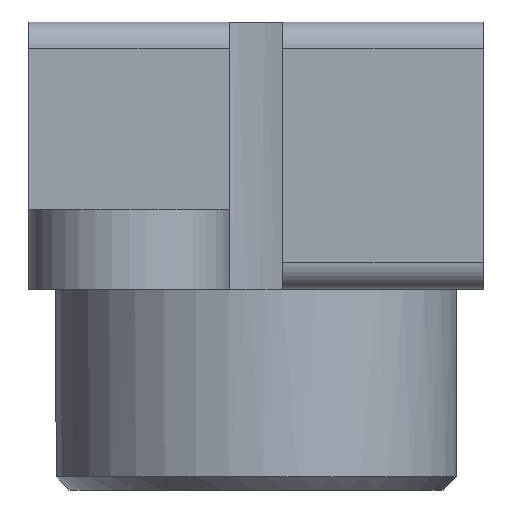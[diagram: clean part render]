
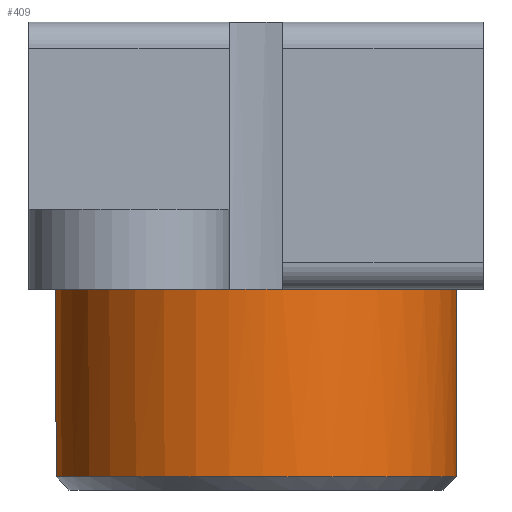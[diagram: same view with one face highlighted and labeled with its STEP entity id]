
A CAD part, front view. The second image highlights one B-rep face of the part: STEP entity #409.
In plain terms, the highlighted cylindrical face has radius 30 mm (diameter 60 mm), a full revolution.
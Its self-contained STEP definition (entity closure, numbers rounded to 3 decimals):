
#83=CYLINDRICAL_SURFACE('',#438,30.);
#95=FACE_BOUND('',#136,.T.);
#117=FACE_OUTER_BOUND('',#135,.T.);
#135=EDGE_LOOP('',(#292,#293));
#136=EDGE_LOOP('',(#294));
#173=CIRCLE('',#437,30.);
#174=CIRCLE('',#439,30.);
#175=CIRCLE('',#440,30.);
#198=VERTEX_POINT('',#617);
#199=VERTEX_POINT('',#620);
#200=VERTEX_POINT('',#621);
#237=EDGE_CURVE('',#198,#198,#173,.T.);
#238=EDGE_CURVE('',#199,#200,#174,.T.);
#239=EDGE_CURVE('',#199,#200,#175,.T.);
#292=ORIENTED_EDGE('',*,*,#238,.F.);
#293=ORIENTED_EDGE('',*,*,#239,.T.);
#294=ORIENTED_EDGE('',*,*,#237,.F.);
#409=ADVANCED_FACE('',(#117,#95),#83,.T.);
#437=AXIS2_PLACEMENT_3D('',#618,#490,#491);
#438=AXIS2_PLACEMENT_3D('',#619,#492,#493);
#439=AXIS2_PLACEMENT_3D('',#622,#494,#495);
#440=AXIS2_PLACEMENT_3D('',#623,#496,#497);
#490=DIRECTION('center_axis',(0.,0.,-1.));
#491=DIRECTION('ref_axis',(-1.,0.,0.));
#492=DIRECTION('center_axis',(0.,0.,-1.));
#493=DIRECTION('ref_axis',(-1.,0.,0.));
#494=DIRECTION('center_axis',(0.,0.,1.));
#495=DIRECTION('ref_axis',(-1.,0.,0.));
#496=DIRECTION('center_axis',(0.,0.,-1.));
#497=DIRECTION('ref_axis',(-1.,0.,0.));
#617=CARTESIAN_POINT('',(30.,0.,-28.));
#618=CARTESIAN_POINT('Origin',(0.,0.,-28.));
#619=CARTESIAN_POINT('Origin',(0.,0.,0.));
#620=CARTESIAN_POINT('',(4.,-29.732,0.));
#621=CARTESIAN_POINT('',(-4.,-29.732,0.));
#622=CARTESIAN_POINT('Origin',(0.,0.,0.));
#623=CARTESIAN_POINT('Origin',(0.,0.,0.));
